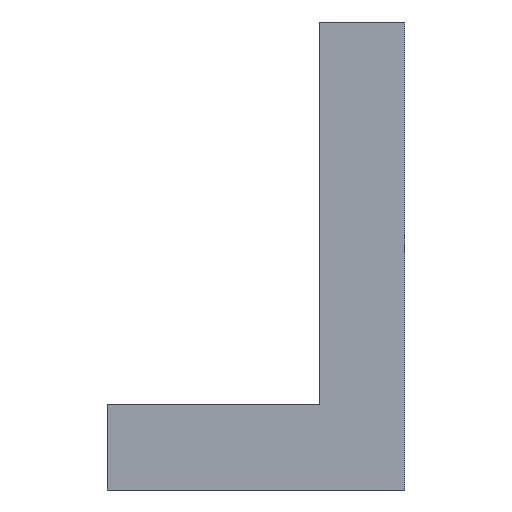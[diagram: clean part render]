
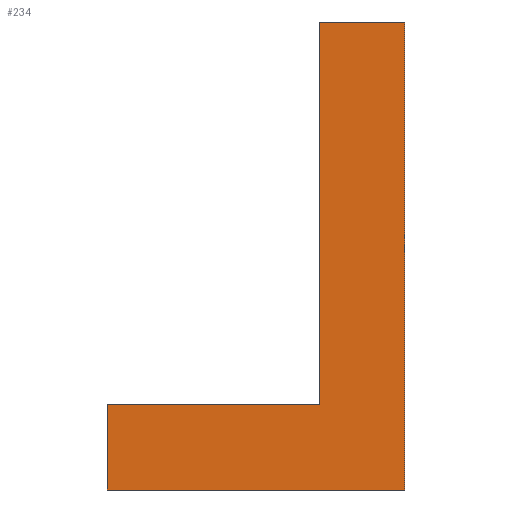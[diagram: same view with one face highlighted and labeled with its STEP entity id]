
A CAD part, front view. The second image highlights one B-rep face of the part: STEP entity #234.
In plain terms, the highlighted planar face has unit normal (0, -1, 0).
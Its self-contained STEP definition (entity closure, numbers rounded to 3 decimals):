
#26=PLANE('',#264);
#38=FACE_OUTER_BOUND('',#52,.T.);
#52=EDGE_LOOP('',(#207,#208,#209,#210,#211,#212));
#61=LINE('',#347,#87);
#69=LINE('',#363,#95);
#75=LINE('',#375,#101);
#79=LINE('',#383,#105);
#81=LINE('',#386,#107);
#82=LINE('',#387,#108);
#87=VECTOR('',#287,10.);
#95=VECTOR('',#299,10.);
#101=VECTOR('',#309,10.);
#105=VECTOR('',#317,10.);
#107=VECTOR('',#321,10.);
#108=VECTOR('',#322,10.);
#119=VERTEX_POINT('',#344);
#120=VERTEX_POINT('',#346);
#126=VERTEX_POINT('',#362);
#129=VERTEX_POINT('',#372);
#130=VERTEX_POINT('',#374);
#132=VERTEX_POINT('',#382);
#141=EDGE_CURVE('',#120,#119,#61,.T.);
#149=EDGE_CURVE('',#126,#120,#69,.T.);
#155=EDGE_CURVE('',#130,#129,#75,.T.);
#159=EDGE_CURVE('',#126,#132,#79,.T.);
#161=EDGE_CURVE('',#119,#130,#81,.T.);
#162=EDGE_CURVE('',#129,#132,#82,.T.);
#207=ORIENTED_EDGE('',*,*,#161,.T.);
#208=ORIENTED_EDGE('',*,*,#155,.T.);
#209=ORIENTED_EDGE('',*,*,#162,.T.);
#210=ORIENTED_EDGE('',*,*,#159,.F.);
#211=ORIENTED_EDGE('',*,*,#149,.T.);
#212=ORIENTED_EDGE('',*,*,#141,.T.);
#234=ADVANCED_FACE('',(#38),#26,.F.);
#264=AXIS2_PLACEMENT_3D('',#385,#319,#320);
#287=DIRECTION('',(0.,0.,-1.));
#299=DIRECTION('',(-1.,0.,0.));
#309=DIRECTION('',(0.,0.,1.));
#317=DIRECTION('',(0.,0.,1.));
#319=DIRECTION('center_axis',(0.,1.,0.));
#320=DIRECTION('ref_axis',(-1.,0.,0.));
#321=DIRECTION('',(1.,0.,0.));
#322=DIRECTION('',(-1.,0.,0.));
#344=CARTESIAN_POINT('',(15.,-11.5,0.));
#346=CARTESIAN_POINT('',(15.,-11.5,2.));
#347=CARTESIAN_POINT('',(15.,-11.5,2.));
#362=CARTESIAN_POINT('',(20.,-11.5,2.));
#363=CARTESIAN_POINT('',(20.,-11.5,2.));
#372=CARTESIAN_POINT('',(22.,-11.5,11.));
#374=CARTESIAN_POINT('',(22.,-11.5,0.));
#375=CARTESIAN_POINT('',(22.,-11.5,0.));
#382=CARTESIAN_POINT('',(20.,-11.5,11.));
#383=CARTESIAN_POINT('',(20.,-11.5,0.));
#385=CARTESIAN_POINT('Origin',(22.,-11.5,0.));
#386=CARTESIAN_POINT('',(20.,-11.5,0.));
#387=CARTESIAN_POINT('',(20.,-11.5,11.));
